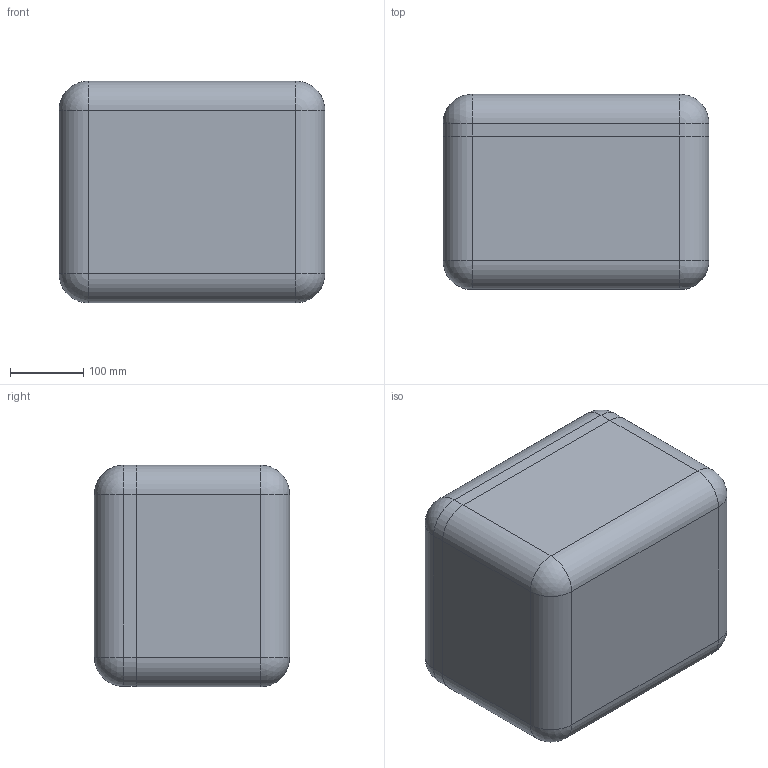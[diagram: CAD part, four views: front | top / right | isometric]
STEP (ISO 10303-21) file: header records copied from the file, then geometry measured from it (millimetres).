
FILE_DESCRIPTION (( 'STEP AP214' ), '1' );
FILE_NAME ('Ñáîðêà Ï405(óïð).STEP', '2023-08-02T06:39:54', ( '' ), ( '' ), 'SwSTEP 2.0', 'SolidWorks 2021', '' );
FILE_SCHEMA (( 'AUTOMOTIVE_DESIGN' ));
Length unit declared in the file: millimetre
Products named in the file (3): Êîðïóñ Ï405(óïð); Êðûøêà Ï405(óïð); Ñáîðêà Ï405(óïð)
Assembly tree (2 placements, depth 2):
  Ñáîðêà Ï405(óïð)
    Êîðïóñ Ï405(óïð)
    Êðûøêà Ï405(óïð)
Bounding box: 364 x 267.25 x 303.38 mm (x, y, z)
Volume: 18603449.5 mm3; surface area: 940805.4 mm2
Topology: 2 solids, 2 shells, 995 faces, 2671 edges, 1712 vertices
Faces by surface type: plane 433, bspline 345, cylinder 202, sphere 10, torus 3, cone 2
Entity records: 42645 total; most frequent: CARTESIAN_POINT 20665, ORIENTED_EDGE 5290, DIRECTION 3374, EDGE_CURVE 2645, VERTEX_POINT 1710, LINE 1506, VECTOR 1506, EDGE_LOOP 1067
